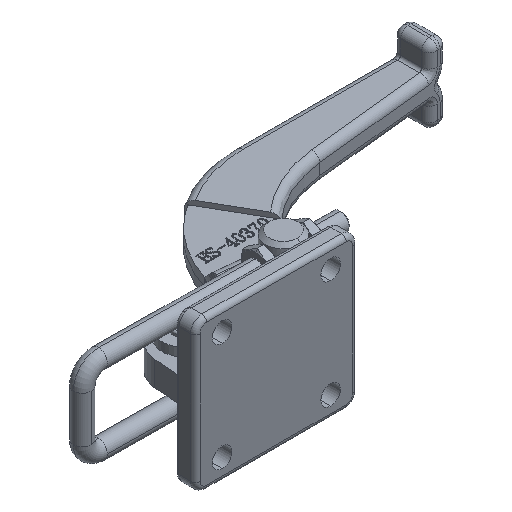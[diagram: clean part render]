
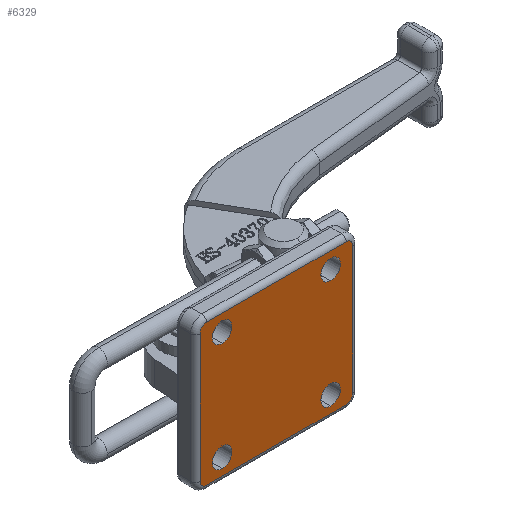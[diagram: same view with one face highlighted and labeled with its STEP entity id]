
A CAD part, isometric view. The second image highlights one B-rep face of the part: STEP entity #6329.
In plain terms, the highlighted planar face has unit normal (0, -1, 0).
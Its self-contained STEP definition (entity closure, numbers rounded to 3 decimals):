
#54 = VERTEX_POINT ( 'NONE', #6470 ) ;
#240 = VERTEX_POINT ( 'NONE', #6468 ) ;
#241 = VERTEX_POINT ( 'NONE', #6481 ) ;
#397 = CARTESIAN_POINT ( 'NONE',  ( 74.765, -10.6, -37.2 ) ) ;
#399 = CARTESIAN_POINT ( 'NONE',  ( 9.415, -10.6, 28.6 ) ) ;
#400 = DIRECTION ( 'NONE',  ( 0., -1., 0. ) ) ;
#401 = DIRECTION ( 'NONE',  ( 0., 0., -1. ) ) ;
#402 = DIRECTION ( 'NONE',  ( 1., 0., 0. ) ) ;
#406 = DIRECTION ( 'NONE',  ( 0., 0., -1. ) ) ;
#407 = CARTESIAN_POINT ( 'NONE',  ( 1.265, -10.6, 33.7 ) ) ;
#408 = DIRECTION ( 'NONE',  ( 0., -1., 0. ) ) ;
#409 = DIRECTION ( 'NONE',  ( 0., 0., -1. ) ) ;
#410 = CARTESIAN_POINT ( 'NONE',  ( -2.235, -10.6, -33.7 ) ) ;
#423 = CARTESIAN_POINT ( 'NONE',  ( 74.765, -10.6, 33.7 ) ) ;
#424 = DIRECTION ( 'NONE',  ( 0., -1., 0. ) ) ;
#425 = DIRECTION ( 'NONE',  ( 0., 0., -1. ) ) ;
#430 = CARTESIAN_POINT ( 'NONE',  ( 9.415, -10.6, -28.6 ) ) ;
#431 = DIRECTION ( 'NONE',  ( 0., -1., 0. ) ) ;
#432 = DIRECTION ( 'NONE',  ( 0., 0., -1. ) ) ;
#435 = CARTESIAN_POINT ( 'NONE',  ( 66.615, -10.6, 28.6 ) ) ;
#436 = DIRECTION ( 'NONE',  ( 0., -1., 0. ) ) ;
#437 = DIRECTION ( 'NONE',  ( 0., 0., -1. ) ) ;
#441 = CARTESIAN_POINT ( 'NONE',  ( 1.265, -10.6, -33.7 ) ) ;
#442 = DIRECTION ( 'NONE',  ( 0., -1., 0. ) ) ;
#443 = DIRECTION ( 'NONE',  ( 0., 0., -1. ) ) ;
#456 = CARTESIAN_POINT ( 'NONE',  ( 74.765, -10.6, -33.7 ) ) ;
#457 = DIRECTION ( 'NONE',  ( 0., -1., 0. ) ) ;
#458 = DIRECTION ( 'NONE',  ( 0., 0., -1. ) ) ;
#484 = CARTESIAN_POINT ( 'NONE',  ( 78.265, -10.6, 33.7 ) ) ;
#485 = DIRECTION ( 'NONE',  ( 0., 0., 1. ) ) ;
#488 = DIRECTION ( 'NONE',  ( -1., 0., 0. ) ) ;
#493 = CARTESIAN_POINT ( 'NONE',  ( 1.265, -10.6, 37.2 ) ) ;
#532 = CARTESIAN_POINT ( 'NONE',  ( 66.615, -10.6, -28.6 ) ) ;
#533 = DIRECTION ( 'NONE',  ( 0., -1., 0. ) ) ;
#534 = DIRECTION ( 'NONE',  ( 0., 0., -1. ) ) ;
#785 = CARTESIAN_POINT ( 'NONE',  ( 9.415, -10.6, -33.75 ) ) ;
#798 = CARTESIAN_POINT ( 'NONE',  ( 66.615, -10.6, 33.75 ) ) ;
#800 = CARTESIAN_POINT ( 'NONE',  ( 66.615, -10.6, -33.75 ) ) ;
#803 = CARTESIAN_POINT ( 'NONE',  ( 9.415, -10.6, -23.45 ) ) ;
#817 = CARTESIAN_POINT ( 'NONE',  ( 66.615, -10.6, -23.45 ) ) ;
#855 = CARTESIAN_POINT ( 'NONE',  ( 78.265, -10.6, -33.7 ) ) ;
#856 = CARTESIAN_POINT ( 'NONE',  ( 9.415, -10.6, 33.75 ) ) ;
#865 = CARTESIAN_POINT ( 'NONE',  ( 9.415, -10.6, 23.45 ) ) ;
#1724 = EDGE_LOOP ( 'NONE', ( #1962, #1963 ) ) ;
#1728 = EDGE_LOOP ( 'NONE', ( #1952, #1953, #1954, #1955, #1956, #1957, #1958, #1959 ) ) ;
#1760 = EDGE_LOOP ( 'NONE', ( #1964, #1965 ) ) ;
#1790 = EDGE_LOOP ( 'NONE', ( #1960, #1961 ) ) ;
#1799 = EDGE_LOOP ( 'NONE', ( #1966, #1967 ) ) ;
#1952 = ORIENTED_EDGE ( 'NONE', *, *, #2872, .T. ) ;
#1953 = ORIENTED_EDGE ( 'NONE', *, *, #2848, .T. ) ;
#1954 = ORIENTED_EDGE ( 'NONE', *, *, #2876, .T. ) ;
#1955 = ORIENTED_EDGE ( 'NONE', *, *, #2842, .T. ) ;
#1956 = ORIENTED_EDGE ( 'NONE', *, *, #2844, .T. ) ;
#1957 = ORIENTED_EDGE ( 'NONE', *, *, #2855, .T. ) ;
#1958 = ORIENTED_EDGE ( 'NONE', *, *, #2840, .T. ) ;
#1959 = ORIENTED_EDGE ( 'NONE', *, *, #2861, .T. ) ;
#1960 = ORIENTED_EDGE ( 'NONE', *, *, #9760, .F. ) ;
#1961 = ORIENTED_EDGE ( 'NONE', *, *, #2887, .F. ) ;
#1962 = ORIENTED_EDGE ( 'NONE', *, *, #9818, .F. ) ;
#1963 = ORIENTED_EDGE ( 'NONE', *, *, #2838, .F. ) ;
#1964 = ORIENTED_EDGE ( 'NONE', *, *, #9773, .F. ) ;
#1965 = ORIENTED_EDGE ( 'NONE', *, *, #2852, .F. ) ;
#1966 = ORIENTED_EDGE ( 'NONE', *, *, #9816, .F. ) ;
#1967 = ORIENTED_EDGE ( 'NONE', *, *, #2850, .F. ) ;
#2838 = EDGE_CURVE ( 'NONE', #4584, #4575, #8605, .T. ) ;
#2840 = EDGE_CURVE ( 'NONE', #54, #241, #8623, .T. ) ;
#2842 = EDGE_CURVE ( 'NONE', #7624, #7623, #8626, .T. ) ;
#2844 = EDGE_CURVE ( 'NONE', #7623, #240, #8628, .T. ) ;
#2848 = EDGE_CURVE ( 'NONE', #7628, #7625, #8635, .T. ) ;
#2850 = EDGE_CURVE ( 'NONE', #4501, #4522, #8636, .T. ) ;
#2852 = EDGE_CURVE ( 'NONE', #7571, #4517, #8641, .T. ) ;
#2855 = EDGE_CURVE ( 'NONE', #240, #54, #8643, .T. ) ;
#2861 = EDGE_CURVE ( 'NONE', #241, #4574, #8652, .T. ) ;
#2872 = EDGE_CURVE ( 'NONE', #4574, #7628, #8671, .T. ) ;
#2876 = EDGE_CURVE ( 'NONE', #7625, #7624, #8656, .T. ) ;
#2887 = EDGE_CURVE ( 'NONE', #4519, #4536, #8688, .T. ) ;
#2975 = AXIS2_PLACEMENT_3D ( 'NONE', #399, #400, #401 ) ;
#2977 = AXIS2_PLACEMENT_3D ( 'NONE', #407, #408, #409 ) ;
#2980 = AXIS2_PLACEMENT_3D ( 'NONE', #423, #424, #425 ) ;
#2982 = AXIS2_PLACEMENT_3D ( 'NONE', #430, #431, #432 ) ;
#2983 = AXIS2_PLACEMENT_3D ( 'NONE', #435, #436, #437 ) ;
#2984 = AXIS2_PLACEMENT_3D ( 'NONE', #441, #442, #443 ) ;
#2987 = AXIS2_PLACEMENT_3D ( 'NONE', #456, #457, #458 ) ;
#2996 = AXIS2_PLACEMENT_3D ( 'NONE', #532, #533, #534 ) ;
#4501 = VERTEX_POINT ( 'NONE', #785 ) ;
#4517 = VERTEX_POINT ( 'NONE', #798 ) ;
#4519 = VERTEX_POINT ( 'NONE', #800 ) ;
#4522 = VERTEX_POINT ( 'NONE', #803 ) ;
#4536 = VERTEX_POINT ( 'NONE', #817 ) ;
#4574 = VERTEX_POINT ( 'NONE', #855 ) ;
#4575 = VERTEX_POINT ( 'NONE', #856 ) ;
#4584 = VERTEX_POINT ( 'NONE', #865 ) ;
#6329 = ADVANCED_FACE ( 'NONE', ( #13661, #13680, #13672, #13669, #13676 ), #15167, .T. ) ;
#6468 = CARTESIAN_POINT ( 'NONE',  ( -2.235, -10.6, -33.7 ) ) ;
#6470 = CARTESIAN_POINT ( 'NONE',  ( 1.265, -10.6, -37.2 ) ) ;
#6481 = CARTESIAN_POINT ( 'NONE',  ( 74.765, -10.6, -37.2 ) ) ;
#7571 = VERTEX_POINT ( 'NONE', #11409 ) ;
#7623 = VERTEX_POINT ( 'NONE', #11459 ) ;
#7624 = VERTEX_POINT ( 'NONE', #11460 ) ;
#7625 = VERTEX_POINT ( 'NONE', #11461 ) ;
#7628 = VERTEX_POINT ( 'NONE', #11464 ) ;
#8605 = CIRCLE ( 'NONE', #2975, 5.15 ) ;
#8623 = LINE ( 'NONE', #397, #8627 ) ;
#8626 = CIRCLE ( 'NONE', #2977, 3.5 ) ;
#8627 = VECTOR ( 'NONE', #402, 1000. ) ;
#8628 = LINE ( 'NONE', #410, #8632 ) ;
#8632 = VECTOR ( 'NONE', #406, 1000. ) ;
#8635 = CIRCLE ( 'NONE', #2980, 3.5 ) ;
#8636 = CIRCLE ( 'NONE', #2982, 5.15 ) ;
#8641 = CIRCLE ( 'NONE', #2983, 5.15 ) ;
#8643 = CIRCLE ( 'NONE', #2984, 3.5 ) ;
#8652 = CIRCLE ( 'NONE', #2987, 3.5 ) ;
#8656 = LINE ( 'NONE', #493, #8679 ) ;
#8671 = LINE ( 'NONE', #484, #8673 ) ;
#8673 = VECTOR ( 'NONE', #485, 1000. ) ;
#8679 = VECTOR ( 'NONE', #488, 1000. ) ;
#8688 = CIRCLE ( 'NONE', #2996, 5.15 ) ;
#9760 = EDGE_CURVE ( 'NONE', #4536, #4519, #23086, .T. ) ;
#9773 = EDGE_CURVE ( 'NONE', #4517, #7571, #23104, .T. ) ;
#9816 = EDGE_CURVE ( 'NONE', #4522, #4501, #19404, .T. ) ;
#9818 = EDGE_CURVE ( 'NONE', #4575, #4584, #19415, .T. ) ;
#11409 = CARTESIAN_POINT ( 'NONE',  ( 66.615, -10.6, 23.45 ) ) ;
#11459 = CARTESIAN_POINT ( 'NONE',  ( -2.235, -10.6, 33.7 ) ) ;
#11460 = CARTESIAN_POINT ( 'NONE',  ( 1.265, -10.6, 37.2 ) ) ;
#11461 = CARTESIAN_POINT ( 'NONE',  ( 74.765, -10.6, 37.2 ) ) ;
#11464 = CARTESIAN_POINT ( 'NONE',  ( 78.265, -10.6, 33.7 ) ) ;
#13661 = FACE_OUTER_BOUND ( 'NONE', #1728, .T. ) ;
#13669 = FACE_BOUND ( 'NONE', #1760, .T. ) ;
#13672 = FACE_BOUND ( 'NONE', #1724, .T. ) ;
#13676 = FACE_BOUND ( 'NONE', #1799, .T. ) ;
#13680 = FACE_BOUND ( 'NONE', #1790, .T. ) ;
#15165 = DIRECTION ( 'NONE',  ( 0., -1., 0. ) ) ;
#15167 = PLANE ( 'NONE',  #24241 ) ;
#15169 = CARTESIAN_POINT ( 'NONE',  ( 74.765, -10.6, -33.7 ) ) ;
#15171 = DIRECTION ( 'NONE',  ( 0., 0., -1. ) ) ;
#18194 = CARTESIAN_POINT ( 'NONE',  ( 66.615, -10.6, -28.6 ) ) ;
#18195 = DIRECTION ( 'NONE',  ( 0., -1., 0. ) ) ;
#18196 = DIRECTION ( 'NONE',  ( 0., 0., -1. ) ) ;
#18292 = CARTESIAN_POINT ( 'NONE',  ( 66.615, -10.6, 28.6 ) ) ;
#18293 = DIRECTION ( 'NONE',  ( 0., -1., 0. ) ) ;
#18294 = DIRECTION ( 'NONE',  ( 0., 0., -1. ) ) ;
#18544 = CARTESIAN_POINT ( 'NONE',  ( 9.415, -10.6, -28.6 ) ) ;
#18545 = DIRECTION ( 'NONE',  ( 0., -1., 0. ) ) ;
#18546 = DIRECTION ( 'NONE',  ( 0., 0., -1. ) ) ;
#18548 = CARTESIAN_POINT ( 'NONE',  ( 9.415, -10.6, 28.6 ) ) ;
#18549 = DIRECTION ( 'NONE',  ( 0., -1., 0. ) ) ;
#18550 = DIRECTION ( 'NONE',  ( 0., 0., -1. ) ) ;
#19404 = CIRCLE ( 'NONE', #24470, 5.15 ) ;
#19415 = CIRCLE ( 'NONE', #24471, 5.15 ) ;
#23086 = CIRCLE ( 'NONE', #24442, 5.15 ) ;
#23104 = CIRCLE ( 'NONE', #24447, 5.15 ) ;
#24241 = AXIS2_PLACEMENT_3D ( 'NONE', #15169, #15165, #15171 ) ;
#24442 = AXIS2_PLACEMENT_3D ( 'NONE', #18194, #18195, #18196 ) ;
#24447 = AXIS2_PLACEMENT_3D ( 'NONE', #18292, #18293, #18294 ) ;
#24470 = AXIS2_PLACEMENT_3D ( 'NONE', #18544, #18545, #18546 ) ;
#24471 = AXIS2_PLACEMENT_3D ( 'NONE', #18548, #18549, #18550 ) ;
